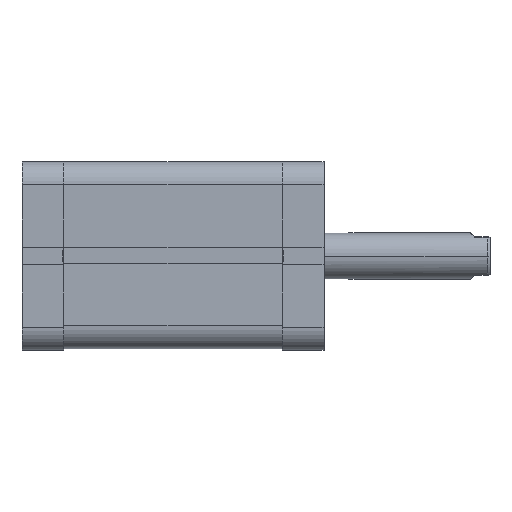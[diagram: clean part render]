
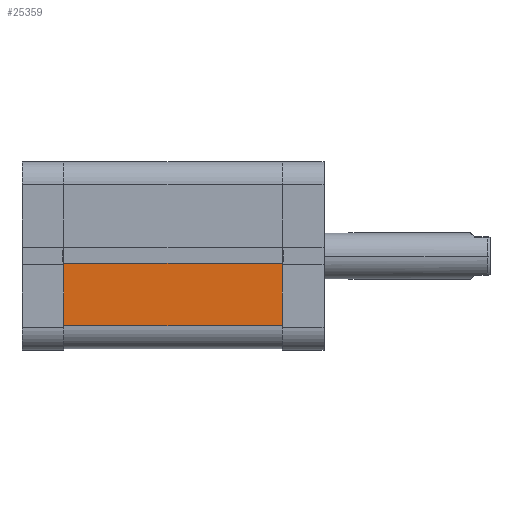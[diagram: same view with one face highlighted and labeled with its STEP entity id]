
A CAD part, front view. The second image highlights one B-rep face of the part: STEP entity #25359.
In plain terms, the highlighted planar face has unit normal (0, -1, 0).
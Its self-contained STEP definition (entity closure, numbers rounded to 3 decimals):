
#973 = ORIENTED_EDGE ( 'NONE', *, *, #12526, .T. ) ;
#1059 = CARTESIAN_POINT ( 'NONE',  ( 0., -32.5, -32.5 ) ) ;
#1734 = VERTEX_POINT ( 'NONE', #35452 ) ;
#2892 = FACE_OUTER_BOUND ( 'NONE', #9883, .T. ) ;
#3829 = VECTOR ( 'NONE', #32546, 1000. ) ;
#5054 = DIRECTION ( 'NONE',  ( -1., 0., 0. ) ) ;
#5972 = CARTESIAN_POINT ( 'NONE',  ( 76., -32.5, -24.5 ) ) ;
#8000 = CARTESIAN_POINT ( 'NONE',  ( 76., -32.5, -32.5 ) ) ;
#8553 = LINE ( 'NONE', #8739, #19311 ) ;
#8739 = CARTESIAN_POINT ( 'NONE',  ( 76., -32.5, -24.5 ) ) ;
#8926 = DIRECTION ( 'NONE',  ( 1., 0., 0. ) ) ;
#9883 = EDGE_LOOP ( 'NONE', ( #973, #18282, #26506, #11535 ) ) ;
#11535 = ORIENTED_EDGE ( 'NONE', *, *, #25188, .F. ) ;
#11779 = LINE ( 'NONE', #14953, #12823 ) ;
#12526 = EDGE_CURVE ( 'NONE', #24780, #31281, #34253, .T. ) ;
#12823 = VECTOR ( 'NONE', #23165, 1000. ) ;
#14953 = CARTESIAN_POINT ( 'NONE',  ( 76., -32.5, -32.5 ) ) ;
#16985 = DIRECTION ( 'NONE',  ( 0., 0., 1. ) ) ;
#17169 = PLANE ( 'NONE',  #22379 ) ;
#17727 = EDGE_CURVE ( 'NONE', #1734, #18533, #8553, .T. ) ;
#18282 = ORIENTED_EDGE ( 'NONE', *, *, #26066, .T. ) ;
#18533 = VERTEX_POINT ( 'NONE', #5972 ) ;
#19111 = CARTESIAN_POINT ( 'NONE',  ( 76., -32.5, -2.8 ) ) ;
#19311 = VECTOR ( 'NONE', #8926, 1000. ) ;
#20183 = VECTOR ( 'NONE', #5054, 1000. ) ;
#22379 = AXIS2_PLACEMENT_3D ( 'NONE', #8000, #30836, #16985 ) ;
#23165 = DIRECTION ( 'NONE',  ( 0., 0., -1. ) ) ;
#23731 = LINE ( 'NONE', #1059, #3829 ) ;
#24780 = VERTEX_POINT ( 'NONE', #19111 ) ;
#25188 = EDGE_CURVE ( 'NONE', #24780, #18533, #11779, .T. ) ;
#25359 = ADVANCED_FACE ( 'NONE', ( #2892 ), #17169, .F. ) ;
#26066 = EDGE_CURVE ( 'NONE', #31281, #1734, #23731, .T. ) ;
#26506 = ORIENTED_EDGE ( 'NONE', *, *, #17727, .T. ) ;
#28129 = CARTESIAN_POINT ( 'NONE',  ( 0., -32.5, -2.8 ) ) ;
#30836 = DIRECTION ( 'NONE',  ( 0., 1., 0. ) ) ;
#31281 = VERTEX_POINT ( 'NONE', #28129 ) ;
#32546 = DIRECTION ( 'NONE',  ( 0., 0., -1. ) ) ;
#34253 = LINE ( 'NONE', #37065, #20183 ) ;
#35452 = CARTESIAN_POINT ( 'NONE',  ( 0., -32.5, -24.5 ) ) ;
#37065 = CARTESIAN_POINT ( 'NONE',  ( 76.001, -32.5, -2.8 ) ) ;
